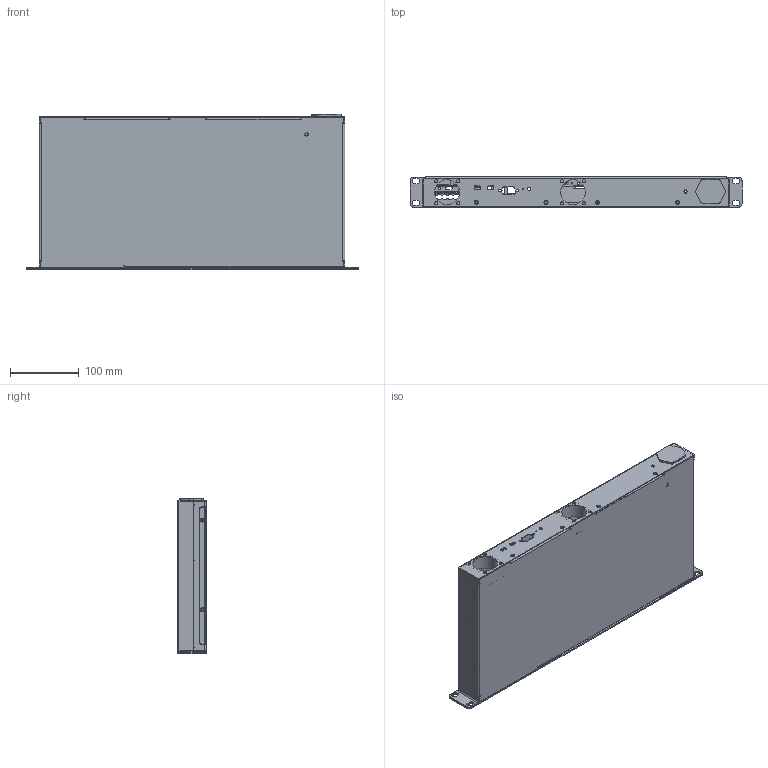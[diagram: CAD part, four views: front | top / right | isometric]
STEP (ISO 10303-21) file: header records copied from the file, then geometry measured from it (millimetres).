
FILE_DESCRIPTION(/* description */ (''),/* implementation_level */ '2;1');
FILE_NAME(/* name */ 'WRS_assembly_20160425.stp',/* time_stamp */ '2016-04-25T10:25:00+02:00',/* author */ ('akowalski'),/* organization */ (''),/* preprocessor_version */ 'ST-DEVELOPER v16.1',/* originating_system */ 'Autodesk Inventor 2016',/* authorisation */ '');
FILE_SCHEMA (('CONFIG_CONTROL_DESIGN'));
Length unit declared in the file: millimetre
Products named in the file (16): WRS_FMC_20150925_MK; WRS_gniazdo_zasilania_20150925_MK; WRS_kierownica_20150925_MK; WRS_panel_przedni_20150925_MK; WRS_podstawa_20150928AK; WRS_pokrywa_20150925_MK; WRS_wentylator_20150925_MK; WRS_PCB_main_20150925_MK; WRS_blaszka_laczaca_20150928_MK; WRS_slupek_z_szesciokat_M3x8_nieprzelotowy_20151208_MK; WRS_slupek_z_szesciokat_M3_20150925_MK; WRS_slupek_z_szesciokat_M3x6_przelotowy_krotki_20151208_MK; EMC SFP; Mocowanie Gory prawy; Mocowanie Gory; WRS_assembly_20150925_MK
Assembly tree (38 placements, depth 2):
  WRS_assembly_20150925_MK
    WRS_FMC_20150925_MK
    WRS_gniazdo_zasilania_20150925_MK
    WRS_kierownica_20150925_MK
    WRS_panel_przedni_20150925_MK
    WRS_podstawa_20150928AK
    WRS_pokrywa_20150925_MK
    WRS_wentylator_20150925_MK  x2
    WRS_PCB_main_20150925_MK
    WRS_blaszka_laczaca_20150928_MK
    WRS_slupek_z_szesciokat_M3x8_nieprzelotowy_20151208_MK  x5
    WRS_slupek_z_szesciokat_M3_20150925_MK  x19
    WRS_slupek_z_szesciokat_M3x6_przelotowy_krotki_20151208_MK
    EMC SFP
    Mocowanie Gory prawy
    Mocowanie Gory
Bounding box: 482.6 x 43.5 x 225.75 mm (x, y, z)
Volume: 532046.9 mm3; surface area: 744481.8 mm2
Topology: 38 solids, 38 shells, 1654 faces, 4506 edges, 2973 vertices
Faces by surface type: cylinder 908, plane 724, cone 18, sphere 4
Full cylindrical faces by diameter (mm): 0.9 x168, 1 x24, 1.1 x202, 1.2 x13, 1.35 x1, 1.5 x1, 1.6 x38, 2.54 x1, 3 x32, 3.1 x2, 3.2 x16, 3.26 x2, 3.5 x52, 4 x4, 4.2 x50, 4.3 x16, 4.5 x1, 5.1 x15, 36 x4
Entity records: 45556 total; most frequent: DIRECTION 7879, CARTESIAN_POINT 7242, ORIENTED_EDGE 6542, EDGE_CURVE 3271, EDGE_LOOP 3239, AXIS2_PLACEMENT_3D 3179, VERTEX_POINT 2542, FACE_BOUND 1864
